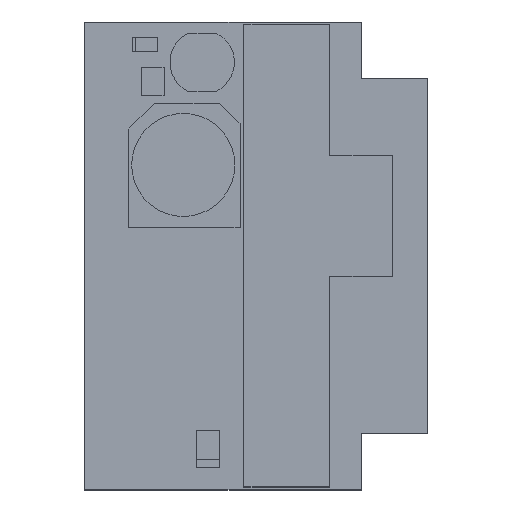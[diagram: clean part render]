
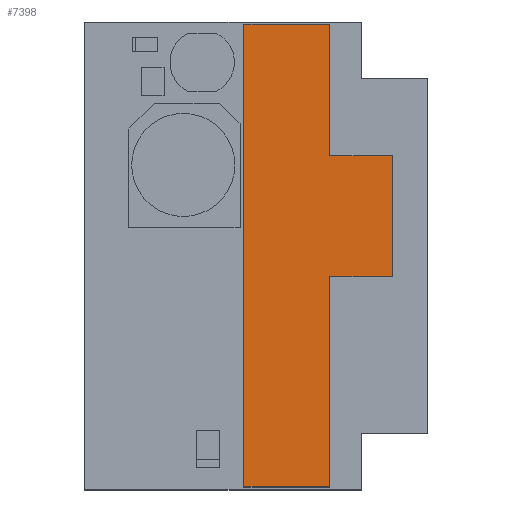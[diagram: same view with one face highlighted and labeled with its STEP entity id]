
A CAD part, top view. The second image highlights one B-rep face of the part: STEP entity #7398.
In plain terms, the highlighted planar face has unit normal (0, 0, 1).
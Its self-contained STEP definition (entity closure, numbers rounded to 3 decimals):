
#6776 = VERTEX_POINT('',#6777);
#6777 = CARTESIAN_POINT('',(1.4,-28.025,14.));
#6784 = PLANE('',#6785);
#6785 = AXIS2_PLACEMENT_3D('',#6786,#6787,#6788);
#6786 = CARTESIAN_POINT('',(1.4,-28.025,0.));
#6787 = DIRECTION('',(0.,-1.,0.));
#6788 = DIRECTION('',(-1.,0.,0.));
#6796 = PLANE('',#6797);
#6797 = AXIS2_PLACEMENT_3D('',#6798,#6799,#6800);
#6798 = CARTESIAN_POINT('',(1.4,-2.525,0.));
#6799 = DIRECTION('',(1.,0.,0.));
#6800 = DIRECTION('',(0.,-1.,0.));
#6808 = EDGE_CURVE('',#6776,#6809,#6811,.T.);
#6809 = VERTEX_POINT('',#6810);
#6810 = CARTESIAN_POINT('',(-9.,-28.025,14.));
#6811 = SURFACE_CURVE('',#6812,(#6816,#6823),.PCURVE_S1.);
#6812 = LINE('',#6813,#6814);
#6813 = CARTESIAN_POINT('',(1.4,-28.025,14.));
#6814 = VECTOR('',#6815,1.);
#6815 = DIRECTION('',(-1.,0.,0.));
#6816 = PCURVE('',#6784,#6817);
#6817 = DEFINITIONAL_REPRESENTATION('',(#6818),#6822);
#6818 = LINE('',#6819,#6820);
#6819 = CARTESIAN_POINT('',(0.,-14.));
#6820 = VECTOR('',#6821,1.);
#6821 = DIRECTION('',(1.,0.));
#6822 = ( GEOMETRIC_REPRESENTATION_CONTEXT(2) 
PARAMETRIC_REPRESENTATION_CONTEXT() REPRESENTATION_CONTEXT('2D SPACE',''
  ) );
#6823 = PCURVE('',#6824,#6829);
#6824 = PLANE('',#6825);
#6825 = AXIS2_PLACEMENT_3D('',#6826,#6827,#6828);
#6826 = CARTESIAN_POINT('',(1.4,-28.025,14.));
#6827 = DIRECTION('',(0.,0.,1.));
#6828 = DIRECTION('',(1.,0.,0.));
#6829 = DEFINITIONAL_REPRESENTATION('',(#6830),#6834);
#6830 = LINE('',#6831,#6832);
#6831 = CARTESIAN_POINT('',(0.,0.));
#6832 = VECTOR('',#6833,1.);
#6833 = DIRECTION('',(-1.,0.));
#6834 = ( GEOMETRIC_REPRESENTATION_CONTEXT(2) 
PARAMETRIC_REPRESENTATION_CONTEXT() REPRESENTATION_CONTEXT('2D SPACE',''
  ) );
#6852 = PLANE('',#6853);
#6853 = AXIS2_PLACEMENT_3D('',#6854,#6855,#6856);
#6854 = CARTESIAN_POINT('',(-9.,-28.025,0.));
#6855 = DIRECTION('',(-1.,0.,0.));
#6856 = DIRECTION('',(0.,1.,0.));
#6894 = EDGE_CURVE('',#6809,#6895,#6897,.T.);
#6895 = VERTEX_POINT('',#6896);
#6896 = CARTESIAN_POINT('',(-9.,28.025,14.));
#6897 = SURFACE_CURVE('',#6898,(#6902,#6909),.PCURVE_S1.);
#6898 = LINE('',#6899,#6900);
#6899 = CARTESIAN_POINT('',(-9.,-28.025,14.));
#6900 = VECTOR('',#6901,1.);
#6901 = DIRECTION('',(0.,1.,0.));
#6902 = PCURVE('',#6852,#6903);
#6903 = DEFINITIONAL_REPRESENTATION('',(#6904),#6908);
#6904 = LINE('',#6905,#6906);
#6905 = CARTESIAN_POINT('',(0.,-14.));
#6906 = VECTOR('',#6907,1.);
#6907 = DIRECTION('',(1.,0.));
#6908 = ( GEOMETRIC_REPRESENTATION_CONTEXT(2) 
PARAMETRIC_REPRESENTATION_CONTEXT() REPRESENTATION_CONTEXT('2D SPACE',''
  ) );
#6909 = PCURVE('',#6824,#6910);
#6910 = DEFINITIONAL_REPRESENTATION('',(#6911),#6915);
#6911 = LINE('',#6912,#6913);
#6912 = CARTESIAN_POINT('',(-10.4,0.));
#6913 = VECTOR('',#6914,1.);
#6914 = DIRECTION('',(0.,1.));
#6915 = ( GEOMETRIC_REPRESENTATION_CONTEXT(2) 
PARAMETRIC_REPRESENTATION_CONTEXT() REPRESENTATION_CONTEXT('2D SPACE',''
  ) );
#6933 = PLANE('',#6934);
#6934 = AXIS2_PLACEMENT_3D('',#6935,#6936,#6937);
#6935 = CARTESIAN_POINT('',(-9.,28.025,0.));
#6936 = DIRECTION('',(0.,1.,0.));
#6937 = DIRECTION('',(1.,0.,0.));
#6970 = EDGE_CURVE('',#6895,#6971,#6973,.T.);
#6971 = VERTEX_POINT('',#6972);
#6972 = CARTESIAN_POINT('',(1.4,28.025,14.));
#6973 = SURFACE_CURVE('',#6974,(#6978,#6985),.PCURVE_S1.);
#6974 = LINE('',#6975,#6976);
#6975 = CARTESIAN_POINT('',(-9.,28.025,14.));
#6976 = VECTOR('',#6977,1.);
#6977 = DIRECTION('',(1.,0.,0.));
#6978 = PCURVE('',#6933,#6979);
#6979 = DEFINITIONAL_REPRESENTATION('',(#6980),#6984);
#6980 = LINE('',#6981,#6982);
#6981 = CARTESIAN_POINT('',(0.,-14.));
#6982 = VECTOR('',#6983,1.);
#6983 = DIRECTION('',(1.,0.));
#6984 = ( GEOMETRIC_REPRESENTATION_CONTEXT(2) 
PARAMETRIC_REPRESENTATION_CONTEXT() REPRESENTATION_CONTEXT('2D SPACE',''
  ) );
#6985 = PCURVE('',#6824,#6986);
#6986 = DEFINITIONAL_REPRESENTATION('',(#6987),#6991);
#6987 = LINE('',#6988,#6989);
#6988 = CARTESIAN_POINT('',(-10.4,56.05));
#6989 = VECTOR('',#6990,1.);
#6990 = DIRECTION('',(1.,0.));
#6991 = ( GEOMETRIC_REPRESENTATION_CONTEXT(2) 
PARAMETRIC_REPRESENTATION_CONTEXT() REPRESENTATION_CONTEXT('2D SPACE',''
  ) );
#7009 = PLANE('',#7010);
#7010 = AXIS2_PLACEMENT_3D('',#7011,#7012,#7013);
#7011 = CARTESIAN_POINT('',(1.4,28.025,0.));
#7012 = DIRECTION('',(1.,0.,0.));
#7013 = DIRECTION('',(0.,-1.,0.));
#7046 = EDGE_CURVE('',#6971,#7047,#7049,.T.);
#7047 = VERTEX_POINT('',#7048);
#7048 = CARTESIAN_POINT('',(1.4,12.075,14.));
#7049 = SURFACE_CURVE('',#7050,(#7054,#7061),.PCURVE_S1.);
#7050 = LINE('',#7051,#7052);
#7051 = CARTESIAN_POINT('',(1.4,28.025,14.));
#7052 = VECTOR('',#7053,1.);
#7053 = DIRECTION('',(0.,-1.,0.));
#7054 = PCURVE('',#7009,#7055);
#7055 = DEFINITIONAL_REPRESENTATION('',(#7056),#7060);
#7056 = LINE('',#7057,#7058);
#7057 = CARTESIAN_POINT('',(0.,-14.));
#7058 = VECTOR('',#7059,1.);
#7059 = DIRECTION('',(1.,0.));
#7060 = ( GEOMETRIC_REPRESENTATION_CONTEXT(2) 
PARAMETRIC_REPRESENTATION_CONTEXT() REPRESENTATION_CONTEXT('2D SPACE',''
  ) );
#7061 = PCURVE('',#6824,#7062);
#7062 = DEFINITIONAL_REPRESENTATION('',(#7063),#7067);
#7063 = LINE('',#7064,#7065);
#7064 = CARTESIAN_POINT('',(0.,56.05));
#7065 = VECTOR('',#7066,1.);
#7066 = DIRECTION('',(0.,-1.));
#7067 = ( GEOMETRIC_REPRESENTATION_CONTEXT(2) 
PARAMETRIC_REPRESENTATION_CONTEXT() REPRESENTATION_CONTEXT('2D SPACE',''
  ) );
#7085 = PLANE('',#7086);
#7086 = AXIS2_PLACEMENT_3D('',#7087,#7088,#7089);
#7087 = CARTESIAN_POINT('',(1.4,12.075,0.));
#7088 = DIRECTION('',(0.,1.,0.));
#7089 = DIRECTION('',(1.,0.,0.));
#7122 = EDGE_CURVE('',#7047,#7123,#7125,.T.);
#7123 = VERTEX_POINT('',#7124);
#7124 = CARTESIAN_POINT('',(9.,12.075,14.));
#7125 = SURFACE_CURVE('',#7126,(#7130,#7137),.PCURVE_S1.);
#7126 = LINE('',#7127,#7128);
#7127 = CARTESIAN_POINT('',(1.4,12.075,14.));
#7128 = VECTOR('',#7129,1.);
#7129 = DIRECTION('',(1.,0.,0.));
#7130 = PCURVE('',#7085,#7131);
#7131 = DEFINITIONAL_REPRESENTATION('',(#7132),#7136);
#7132 = LINE('',#7133,#7134);
#7133 = CARTESIAN_POINT('',(0.,-14.));
#7134 = VECTOR('',#7135,1.);
#7135 = DIRECTION('',(1.,0.));
#7136 = ( GEOMETRIC_REPRESENTATION_CONTEXT(2) 
PARAMETRIC_REPRESENTATION_CONTEXT() REPRESENTATION_CONTEXT('2D SPACE',''
  ) );
#7137 = PCURVE('',#6824,#7138);
#7138 = DEFINITIONAL_REPRESENTATION('',(#7139),#7143);
#7139 = LINE('',#7140,#7141);
#7140 = CARTESIAN_POINT('',(0.,40.1));
#7141 = VECTOR('',#7142,1.);
#7142 = DIRECTION('',(1.,0.));
#7143 = ( GEOMETRIC_REPRESENTATION_CONTEXT(2) 
PARAMETRIC_REPRESENTATION_CONTEXT() REPRESENTATION_CONTEXT('2D SPACE',''
  ) );
#7161 = PLANE('',#7162);
#7162 = AXIS2_PLACEMENT_3D('',#7163,#7164,#7165);
#7163 = CARTESIAN_POINT('',(9.,12.075,0.));
#7164 = DIRECTION('',(1.,0.,0.));
#7165 = DIRECTION('',(0.,-1.,0.));
#7198 = EDGE_CURVE('',#7123,#7199,#7201,.T.);
#7199 = VERTEX_POINT('',#7200);
#7200 = CARTESIAN_POINT('',(9.,-2.525,14.));
#7201 = SURFACE_CURVE('',#7202,(#7206,#7213),.PCURVE_S1.);
#7202 = LINE('',#7203,#7204);
#7203 = CARTESIAN_POINT('',(9.,12.075,14.));
#7204 = VECTOR('',#7205,1.);
#7205 = DIRECTION('',(0.,-1.,0.));
#7206 = PCURVE('',#7161,#7207);
#7207 = DEFINITIONAL_REPRESENTATION('',(#7208),#7212);
#7208 = LINE('',#7209,#7210);
#7209 = CARTESIAN_POINT('',(0.,-14.));
#7210 = VECTOR('',#7211,1.);
#7211 = DIRECTION('',(1.,0.));
#7212 = ( GEOMETRIC_REPRESENTATION_CONTEXT(2) 
PARAMETRIC_REPRESENTATION_CONTEXT() REPRESENTATION_CONTEXT('2D SPACE',''
  ) );
#7213 = PCURVE('',#6824,#7214);
#7214 = DEFINITIONAL_REPRESENTATION('',(#7215),#7219);
#7215 = LINE('',#7216,#7217);
#7216 = CARTESIAN_POINT('',(7.6,40.1));
#7217 = VECTOR('',#7218,1.);
#7218 = DIRECTION('',(0.,-1.));
#7219 = ( GEOMETRIC_REPRESENTATION_CONTEXT(2) 
PARAMETRIC_REPRESENTATION_CONTEXT() REPRESENTATION_CONTEXT('2D SPACE',''
  ) );
#7237 = PLANE('',#7238);
#7238 = AXIS2_PLACEMENT_3D('',#7239,#7240,#7241);
#7239 = CARTESIAN_POINT('',(9.,-2.525,0.));
#7240 = DIRECTION('',(0.,-1.,0.));
#7241 = DIRECTION('',(-1.,0.,0.));
#7274 = EDGE_CURVE('',#7199,#7275,#7277,.T.);
#7275 = VERTEX_POINT('',#7276);
#7276 = CARTESIAN_POINT('',(1.4,-2.525,14.));
#7277 = SURFACE_CURVE('',#7278,(#7282,#7289),.PCURVE_S1.);
#7278 = LINE('',#7279,#7280);
#7279 = CARTESIAN_POINT('',(9.,-2.525,14.));
#7280 = VECTOR('',#7281,1.);
#7281 = DIRECTION('',(-1.,0.,0.));
#7282 = PCURVE('',#7237,#7283);
#7283 = DEFINITIONAL_REPRESENTATION('',(#7284),#7288);
#7284 = LINE('',#7285,#7286);
#7285 = CARTESIAN_POINT('',(0.,-14.));
#7286 = VECTOR('',#7287,1.);
#7287 = DIRECTION('',(1.,0.));
#7288 = ( GEOMETRIC_REPRESENTATION_CONTEXT(2) 
PARAMETRIC_REPRESENTATION_CONTEXT() REPRESENTATION_CONTEXT('2D SPACE',''
  ) );
#7289 = PCURVE('',#6824,#7290);
#7290 = DEFINITIONAL_REPRESENTATION('',(#7291),#7295);
#7291 = LINE('',#7292,#7293);
#7292 = CARTESIAN_POINT('',(7.6,25.5));
#7293 = VECTOR('',#7294,1.);
#7294 = DIRECTION('',(-1.,0.));
#7295 = ( GEOMETRIC_REPRESENTATION_CONTEXT(2) 
PARAMETRIC_REPRESENTATION_CONTEXT() REPRESENTATION_CONTEXT('2D SPACE',''
  ) );
#7345 = EDGE_CURVE('',#7275,#6776,#7346,.T.);
#7346 = SURFACE_CURVE('',#7347,(#7351,#7358),.PCURVE_S1.);
#7347 = LINE('',#7348,#7349);
#7348 = CARTESIAN_POINT('',(1.4,-2.525,14.));
#7349 = VECTOR('',#7350,1.);
#7350 = DIRECTION('',(0.,-1.,0.));
#7351 = PCURVE('',#6796,#7352);
#7352 = DEFINITIONAL_REPRESENTATION('',(#7353),#7357);
#7353 = LINE('',#7354,#7355);
#7354 = CARTESIAN_POINT('',(0.,-14.));
#7355 = VECTOR('',#7356,1.);
#7356 = DIRECTION('',(1.,0.));
#7357 = ( GEOMETRIC_REPRESENTATION_CONTEXT(2) 
PARAMETRIC_REPRESENTATION_CONTEXT() REPRESENTATION_CONTEXT('2D SPACE',''
  ) );
#7358 = PCURVE('',#6824,#7359);
#7359 = DEFINITIONAL_REPRESENTATION('',(#7360),#7364);
#7360 = LINE('',#7361,#7362);
#7361 = CARTESIAN_POINT('',(0.,25.5));
#7362 = VECTOR('',#7363,1.);
#7363 = DIRECTION('',(0.,-1.));
#7364 = ( GEOMETRIC_REPRESENTATION_CONTEXT(2) 
PARAMETRIC_REPRESENTATION_CONTEXT() REPRESENTATION_CONTEXT('2D SPACE',''
  ) );
#7398 = ADVANCED_FACE('',(#7399),#6824,.T.);
#7399 = FACE_BOUND('',#7400,.F.);
#7400 = EDGE_LOOP('',(#7401,#7402,#7403,#7404,#7405,#7406,#7407,#7408));
#7401 = ORIENTED_EDGE('',*,*,#6808,.T.);
#7402 = ORIENTED_EDGE('',*,*,#6894,.T.);
#7403 = ORIENTED_EDGE('',*,*,#6970,.T.);
#7404 = ORIENTED_EDGE('',*,*,#7046,.T.);
#7405 = ORIENTED_EDGE('',*,*,#7122,.T.);
#7406 = ORIENTED_EDGE('',*,*,#7198,.T.);
#7407 = ORIENTED_EDGE('',*,*,#7274,.T.);
#7408 = ORIENTED_EDGE('',*,*,#7345,.T.);
